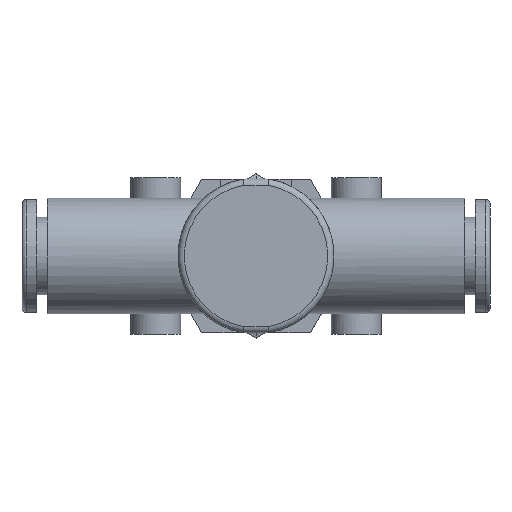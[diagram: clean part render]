
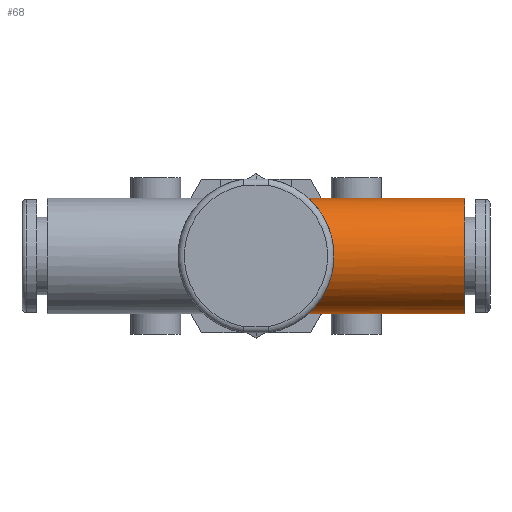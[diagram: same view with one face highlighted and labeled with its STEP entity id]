
A CAD part, front view. The second image highlights one B-rep face of the part: STEP entity #68.
In plain terms, the highlighted cylindrical face has radius 6.9 mm (diameter 13.8 mm), a partial arc.
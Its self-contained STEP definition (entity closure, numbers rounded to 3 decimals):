
#68 = ADVANCED_FACE ( 'NONE', ( #4362 ), #2195, .T. ) ;
#125 = VERTEX_POINT ( 'NONE', #4180 ) ;
#131 = CARTESIAN_POINT ( 'NONE',  ( 7.171, -3.489, -5.969 ) ) ;
#146 = CARTESIAN_POINT ( 'NONE',  ( 9.316, -6.888, -0.476 ) ) ;
#168 = CARTESIAN_POINT ( 'NONE',  ( 8.025, -5.008, 4.752 ) ) ;
#224 = CARTESIAN_POINT ( 'NONE',  ( 25., 0., 6.9 ) ) ;
#463 = ORIENTED_EDGE ( 'NONE', *, *, #883, .F. ) ;
#552 = VERTEX_POINT ( 'NONE', #1981 ) ;
#569 = CARTESIAN_POINT ( 'NONE',  ( 7.742, -4.545, -5.21 ) ) ;
#583 = CARTESIAN_POINT ( 'NONE',  ( 9.325, -6.9, 0.468 ) ) ;
#598 = CARTESIAN_POINT ( 'NONE',  ( 7.549, -4.212, 5.482 ) ) ;
#748 = VERTEX_POINT ( 'NONE', #1180 ) ;
#757 = CARTESIAN_POINT ( 'NONE',  ( 6.273, -0.237, -6.9 ) ) ;
#831 = CARTESIAN_POINT ( 'NONE',  ( 25., 0., 0. ) ) ;
#883 = EDGE_CURVE ( 'NONE', #552, #125, #5000, .T. ) ;
#946 = EDGE_LOOP ( 'NONE', ( #5114, #5505, #2444, #463 ) ) ;
#960 = CARTESIAN_POINT ( 'NONE',  ( 25., 0., -6.9 ) ) ;
#1017 = CARTESIAN_POINT ( 'NONE',  ( 8.303, -5.444, -4.263 ) ) ;
#1032 = CARTESIAN_POINT ( 'NONE',  ( 9.15, -6.661, 1.86 ) ) ;
#1055 = CARTESIAN_POINT ( 'NONE',  ( 6.989, -3.105, 6.178 ) ) ;
#1180 = CARTESIAN_POINT ( 'NONE',  ( 25., 0., -6.9 ) ) ;
#1292 = DIRECTION ( 'NONE',  ( 0., 0., -1. ) ) ;
#1417 = DIRECTION ( 'NONE',  ( -1., 0., 0. ) ) ;
#1461 = CARTESIAN_POINT ( 'NONE',  ( 8.789, -6.158, -3.147 ) ) ;
#1488 = CARTESIAN_POINT ( 'NONE',  ( 8.856, -6.252, 2.927 ) ) ;
#1493 = EDGE_CURVE ( 'NONE', #3223, #125, #5158, .T. ) ;
#1507 = CARTESIAN_POINT ( 'NONE',  ( 6.672, -2.284, 6.515 ) ) ;
#1697 = CARTESIAN_POINT ( 'NONE',  ( 25., 0., 6.9 ) ) ;
#1923 = CARTESIAN_POINT ( 'NONE',  ( 9.04, -6.509, -2.3 ) ) ;
#1942 = CARTESIAN_POINT ( 'NONE',  ( 8.635, -5.935, 3.526 ) ) ;
#1961 = CARTESIAN_POINT ( 'NONE',  ( 6.477, -1.629, 6.709 ) ) ;
#1981 = CARTESIAN_POINT ( 'NONE',  ( 6.273, 0., -6.9 ) ) ;
#2114 = CARTESIAN_POINT ( 'NONE',  ( 6.339, -0.944, -6.839 ) ) ;
#2195 = CYLINDRICAL_SURFACE ( 'NONE', #3348, 6.9 ) ;
#2343 = CARTESIAN_POINT ( 'NONE',  ( 6.673, -2.285, -6.515 ) ) ;
#2358 = CARTESIAN_POINT ( 'NONE',  ( 9.183, -6.707, -1.636 ) ) ;
#2385 = CARTESIAN_POINT ( 'NONE',  ( 8.388, -5.569, 4.079 ) ) ;
#2404 = CARTESIAN_POINT ( 'NONE',  ( 6.273, -0.478, 6.9 ) ) ;
#2444 = ORIENTED_EDGE ( 'NONE', *, *, #1493, .T. ) ;
#2554 = CARTESIAN_POINT ( 'NONE',  ( 6.476, -1.627, -6.709 ) ) ;
#2787 = CARTESIAN_POINT ( 'NONE',  ( 6.989, -3.105, -6.178 ) ) ;
#2806 = CARTESIAN_POINT ( 'NONE',  ( 9.28, -6.839, -0.949 ) ) ;
#2819 = CARTESIAN_POINT ( 'NONE',  ( 8.119, -5.156, 4.59 ) ) ;
#3223 = VERTEX_POINT ( 'NONE', #1697 ) ;
#3226 = CARTESIAN_POINT ( 'NONE',  ( 7.549, -4.212, -5.483 ) ) ;
#3240 = CARTESIAN_POINT ( 'NONE',  ( 9.325, -6.9, -0.239 ) ) ;
#3258 = VECTOR ( 'NONE', #1417, 1000. ) ;
#3262 = CARTESIAN_POINT ( 'NONE',  ( 7.742, -4.545, 5.21 ) ) ;
#3348 = AXIS2_PLACEMENT_3D ( 'NONE', #4674, #4211, #4191 ) ;
#3668 = CARTESIAN_POINT ( 'NONE',  ( 8.118, -5.16, -4.602 ) ) ;
#3688 = CARTESIAN_POINT ( 'NONE',  ( 9.29, -6.852, 0.937 ) ) ;
#3704 = CARTESIAN_POINT ( 'NONE',  ( 7.174, -3.494, 5.966 ) ) ;
#3821 = CIRCLE ( 'NONE', #4068, 6.9 ) ;
#3854 = CARTESIAN_POINT ( 'NONE',  ( 6.273, 0., -6.9 ) ) ;
#3928 = DIRECTION ( 'NONE',  ( 1., 0., 0. ) ) ;
#4068 = AXIS2_PLACEMENT_3D ( 'NONE', #831, #3928, #1292 ) ;
#4119 = CARTESIAN_POINT ( 'NONE',  ( 8.638, -5.942, -3.536 ) ) ;
#4129 = CARTESIAN_POINT ( 'NONE',  ( 9.048, -6.522, 2.299 ) ) ;
#4151 = CARTESIAN_POINT ( 'NONE',  ( 6.747, -2.493, 6.438 ) ) ;
#4180 = CARTESIAN_POINT ( 'NONE',  ( 6.273, 0., 6.9 ) ) ;
#4191 = DIRECTION ( 'NONE',  ( 0., 0., 1. ) ) ;
#4195 = DIRECTION ( 'NONE',  ( -1., 0., 0. ) ) ;
#4211 = DIRECTION ( 'NONE',  ( -1., 0., 0. ) ) ;
#4362 = FACE_OUTER_BOUND ( 'NONE', #946, .T. ) ;
#4564 = EDGE_CURVE ( 'NONE', #3223, #748, #3821, .T. ) ;
#4582 = CARTESIAN_POINT ( 'NONE',  ( 8.981, -6.428, -2.518 ) ) ;
#4598 = LINE ( 'NONE', #960, #3258 ) ;
#4602 = CARTESIAN_POINT ( 'NONE',  ( 8.786, -6.152, 3.133 ) ) ;
#4630 = CARTESIAN_POINT ( 'NONE',  ( 6.537, -1.852, 6.651 ) ) ;
#4674 = CARTESIAN_POINT ( 'NONE',  ( 25., 0., 0. ) ) ;
#4766 = EDGE_CURVE ( 'NONE', #748, #552, #4598, .T. ) ;
#4771 = CARTESIAN_POINT ( 'NONE',  ( 6.286, -0.477, -6.888 ) ) ;
#5000 = B_SPLINE_CURVE_WITH_KNOTS ( 'NONE', 3,
 ( #3854, #757, #4771, #2114, #5209, #2554, #5659, #2343, #5448, #2787, #131, #3226, #569, #3668, #1017, #4119, #1461, #4582, #1923, #5017, #2358, #5463, #2806, #146, #3240, #583, #3688, #1032, #4129, #1488, #4602, #1942, #5035, #2385, #5481, #2819, #168, #3262, #598, #3704, #1055, #4151, #1507, #4630, #1961, #5056, #2404, #5510 ),
 .UNSPECIFIED., .F., .F.,
 ( 4, 2, 2, 2, 2, 2, 2, 2, 2, 2, 2, 2, 2, 2, 2, 2, 2, 2, 2, 2, 2, 2, 2, 4 ),
 ( 0.023, 0.023, 0.024, 0.025, 0.025, 0.027, 0.028, 0.03, 0.031, 0.032, 0.032, 0.033, 0.034, 0.035, 0.037, 0.037, 0.038, 0.039, 0.039, 0.041, 0.042, 0.043, 0.044, 0.045 ),
 .UNSPECIFIED. ) ;
#5008 = VECTOR ( 'NONE', #4195, 1000. ) ;
#5017 = CARTESIAN_POINT ( 'NONE',  ( 9.14, -6.649, -1.86 ) ) ;
#5035 = CARTESIAN_POINT ( 'NONE',  ( 8.555, -5.818, 3.715 ) ) ;
#5056 = CARTESIAN_POINT ( 'NONE',  ( 6.328, -0.945, 6.851 ) ) ;
#5114 = ORIENTED_EDGE ( 'NONE', *, *, #4766, .F. ) ;
#5158 = LINE ( 'NONE', #224, #5008 ) ;
#5209 = CARTESIAN_POINT ( 'NONE',  ( 6.378, -1.174, -6.803 ) ) ;
#5448 = CARTESIAN_POINT ( 'NONE',  ( 6.748, -2.494, -6.437 ) ) ;
#5463 = CARTESIAN_POINT ( 'NONE',  ( 9.253, -6.802, -1.18 ) ) ;
#5481 = CARTESIAN_POINT ( 'NONE',  ( 8.3, -5.437, 4.254 ) ) ;
#5505 = ORIENTED_EDGE ( 'NONE', *, *, #4564, .F. ) ;
#5510 = CARTESIAN_POINT ( 'NONE',  ( 6.273, 0., 6.9 ) ) ;
#5659 = CARTESIAN_POINT ( 'NONE',  ( 6.537, -1.851, -6.651 ) ) ;
